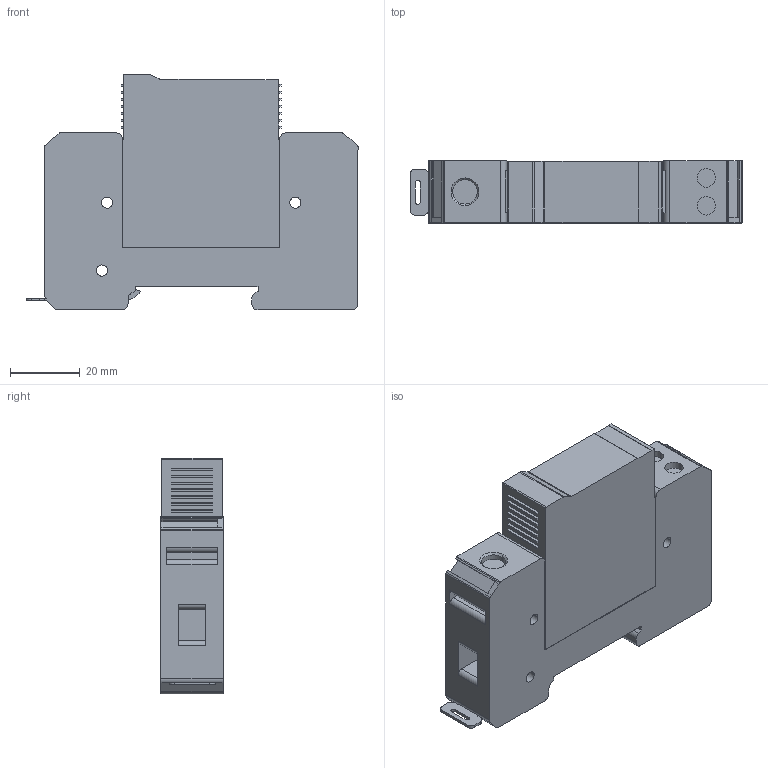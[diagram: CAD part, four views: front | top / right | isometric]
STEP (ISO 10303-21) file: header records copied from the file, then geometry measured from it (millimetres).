
FILE_DESCRIPTION(('Creo Elements/Direct Modeling STEP Export'),'2;1');
FILE_NAME('DS240.stp','2017-10-10T10:58:25',(''),(''),'Creo Elements/Direct Modeling STEP processor for AP214 (Solid Model)','Creo Elements/Direct Modeling 20.0AP0401 12-May-2017 (C) Parametric Technology GmbH','');
FILE_SCHEMA(('AUTOMOTIVE_DESIGN { 1 0 10303 214 1 1 1 1 }'));
Length unit declared in the file: millimetre
Products named in the file (1): DS240
Bounding box: 95.29 x 17.8 x 67.7 mm (x, y, z)
Volume: 84766.8 mm3; surface area: 19010.5 mm2
Topology: 1 solids, 1 shells, 230 faces, 597 edges, 392 vertices
Faces by surface type: plane 163, cylinder 57, cone 10
Entity records: 6896 total; most frequent: CARTESIAN_POINT 1195, ORIENTED_EDGE 1194, DIRECTION 1135, EDGE_CURVE 597, VECTOR 471, LINE 471, VERTEX_POINT 392, AXIS2_PLACEMENT_3D 332
